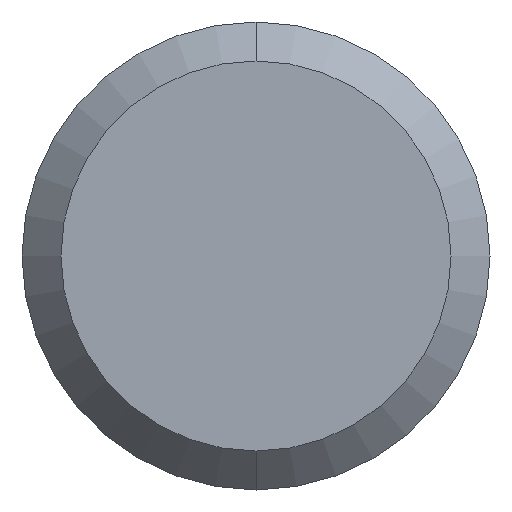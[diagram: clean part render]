
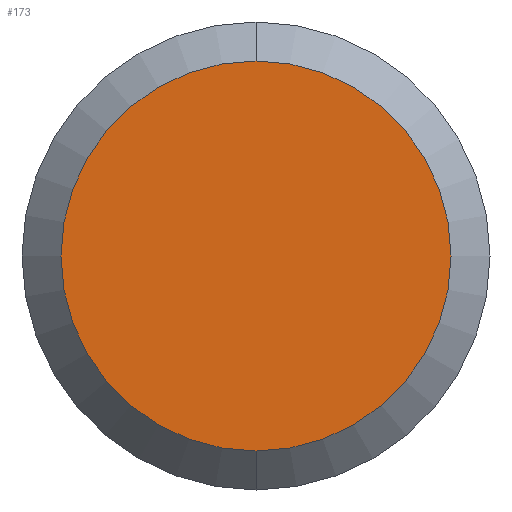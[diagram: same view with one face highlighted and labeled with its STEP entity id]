
A CAD part, front view. The second image highlights one B-rep face of the part: STEP entity #173.
In plain terms, the highlighted planar face has unit normal (0, -1, 0).
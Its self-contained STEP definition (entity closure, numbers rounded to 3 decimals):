
#10 = CARTESIAN_POINT ( 'NONE',  ( 0., 0., -0.01 ) ) ;
#19 = EDGE_LOOP ( 'NONE', ( #190, #50 ) ) ;
#31 = DIRECTION ( 'NONE',  ( 0., 0., 1. ) ) ;
#50 = ORIENTED_EDGE ( 'NONE', *, *, #53, .T. ) ;
#53 = EDGE_CURVE ( 'NONE', #155, #118, #189, .T. ) ;
#95 = CARTESIAN_POINT ( 'NONE',  ( 0., 0., -0.01 ) ) ;
#99 = DIRECTION ( 'NONE',  ( 0., -1., 0. ) ) ;
#111 = AXIS2_PLACEMENT_3D ( 'NONE', #10, #174, #268 ) ;
#118 = VERTEX_POINT ( 'NONE', #267 ) ;
#155 = VERTEX_POINT ( 'NONE', #181 ) ;
#161 = CARTESIAN_POINT ( 'NONE',  ( 0., 0., -0.01 ) ) ;
#163 = DIRECTION ( 'NONE',  ( 0., 0., 1. ) ) ;
#173 = ADVANCED_FACE ( 'NONE', ( #201 ), #244, .F. ) ;
#174 = DIRECTION ( 'NONE',  ( 0., 1., 0. ) ) ;
#181 = CARTESIAN_POINT ( 'NONE',  ( 0., 0., -5.01 ) ) ;
#189 = CIRCLE ( 'NONE', #253, 5. ) ;
#190 = ORIENTED_EDGE ( 'NONE', *, *, #239, .T. ) ;
#201 = FACE_OUTER_BOUND ( 'NONE', #19, .T. ) ;
#210 = AXIS2_PLACEMENT_3D ( 'NONE', #161, #99, #163 ) ;
#239 = EDGE_CURVE ( 'NONE', #118, #155, #254, .T. ) ;
#244 = PLANE ( 'NONE',  #111 ) ;
#253 = AXIS2_PLACEMENT_3D ( 'NONE', #95, #269, #31 ) ;
#254 = CIRCLE ( 'NONE', #210, 5. ) ;
#267 = CARTESIAN_POINT ( 'NONE',  ( 0., 0., 4.99 ) ) ;
#268 = DIRECTION ( 'NONE',  ( 0., 0., 1. ) ) ;
#269 = DIRECTION ( 'NONE',  ( 0., -1., 0. ) ) ;
